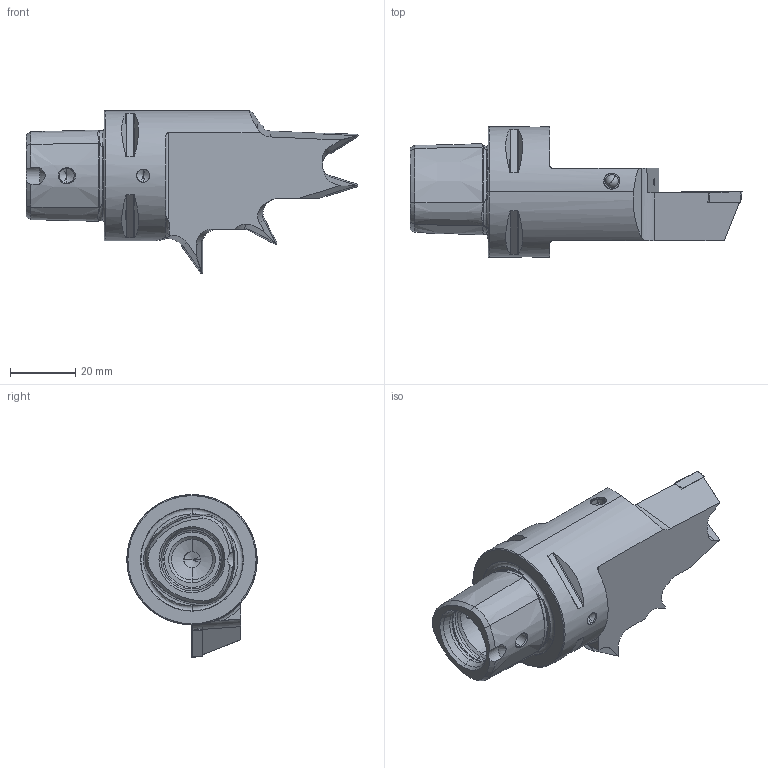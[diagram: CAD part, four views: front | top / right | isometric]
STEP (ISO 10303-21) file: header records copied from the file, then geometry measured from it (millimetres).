
FILE_DESCRIPTION (( 'STEP AP214' ), '1' );
FILE_NAME ('PS4.KVA.SoR.078.STEP', '2023-09-21T12:25:24', ( '' ), ( '' ), 'SwSTEP 2.0', 'SolidWorks 2017', '' );
FILE_SCHEMA (( 'AUTOMOTIVE_DESIGN' ));
Length unit declared in the file: millimetre
Products named in the file (6): PS4-KVA.SoR.078_A_Fertigbearbeitung; PS4.KVA.SoR.078; KVT_MB_600_040; KVT_MB_600_050; VCGT110304; WCA-ER2.001.006_A
Assembly tree (11 placements, depth 2):
  PS4.KVA.SoR.078
    PS4-KVA.SoR.078_A_Fertigbearbeitung
    WCA-ER2.001.006_A  x4
    VCGT110304  x4
    KVT_MB_600_050
    KVT_MB_600_040
Bounding box: 102.01 x 40 x 50.02 mm (x, y, z)
Volume: 57164.8 mm3; surface area: 17072.1 mm2
Topology: 13 solids, 13 shells, 658 faces, 1661 edges, 1014 vertices
Faces by surface type: cone 193, cylinder 175, plane 163, torus 67, bspline 48, sphere 12
Entity records: 13615 total; most frequent: CARTESIAN_POINT 3844, ORIENTED_EDGE 2004, DIRECTION 1937, EDGE_CURVE 1002, AXIS2_PLACEMENT_3D 755, VERTEX_POINT 618, EDGE_LOOP 436, LINE 427
